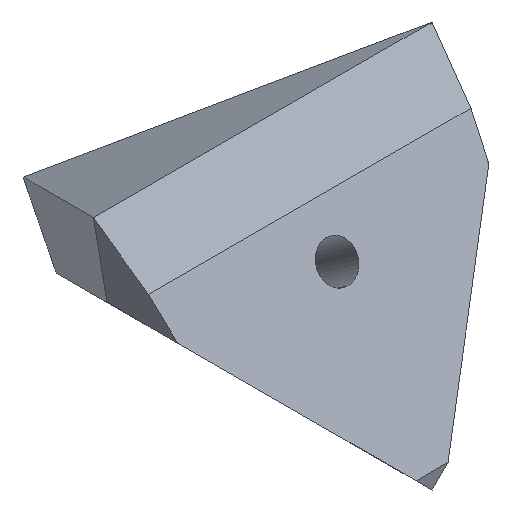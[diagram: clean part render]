
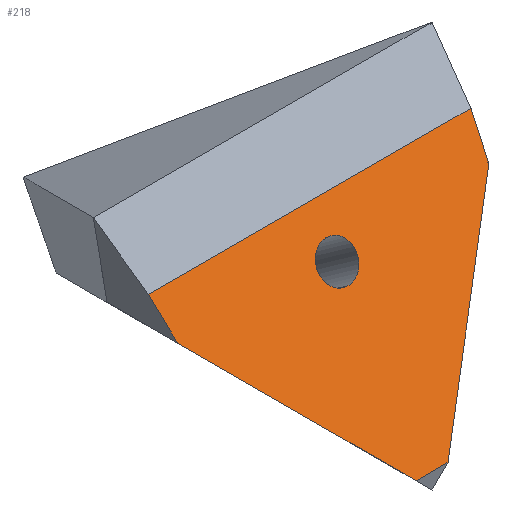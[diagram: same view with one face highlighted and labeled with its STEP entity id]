
A CAD part, isometric view. The second image highlights one B-rep face of the part: STEP entity #218.
In plain terms, the highlighted planar face has unit normal (0, -0.816, 0.578).
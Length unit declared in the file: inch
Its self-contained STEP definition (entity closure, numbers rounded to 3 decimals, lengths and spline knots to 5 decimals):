
#5 = CARTESIAN_POINT ( 'NONE',  ( 0.82947, -0.36324, -0.41006 ) ) ;
#32 = CIRCLE ( 'NONE', #119, 0.1005 ) ;
#37 = PLANE ( 'NONE',  #134 ) ;
#40 = VECTOR ( 'NONE', #627, 39.37008 ) ;
#43 = VERTEX_POINT ( 'NONE', #489 ) ;
#44 = CARTESIAN_POINT ( 'NONE',  ( 0., -0.33722, -0.37329 ) ) ;
#46 = AXIS2_PLACEMENT_3D ( 'NONE', #319, #420, #525 ) ;
#65 = CARTESIAN_POINT ( 'NONE',  ( -0.82947, -0.36324, -0.41006 ) ) ;
#92 = CARTESIAN_POINT ( 'NONE',  ( 0.9, -0.25, -0.25 ) ) ;
#107 = LINE ( 'NONE', #212, #40 ) ;
#113 = CARTESIAN_POINT ( 'NONE',  ( 0., -0.39527, -0.45533 ) ) ;
#116 = LINE ( 'NONE', #345, #514 ) ;
#118 = VERTEX_POINT ( 'NONE', #503 ) ;
#119 = AXIS2_PLACEMENT_3D ( 'NONE', #113, #331, #535 ) ;
#126 = ORIENTED_EDGE ( 'NONE', *, *, #436, .F. ) ;
#134 = AXIS2_PLACEMENT_3D ( 'NONE', #92, #511, #350 ) ;
#138 = EDGE_LOOP ( 'NONE', ( #301, #126 ) ) ;
#155 = DIRECTION ( 'NONE',  ( 0.139, 0.572, 0.808 ) ) ;
#175 = VECTOR ( 'NONE', #348, 39.37008 ) ;
#183 = EDGE_CURVE ( 'NONE', #666, #43, #116, .T. ) ;
#209 = EDGE_CURVE ( 'NONE', #370, #446, #246, .T. ) ;
#212 = CARTESIAN_POINT ( 'NONE',  ( 0.9, -0.25, -0.25 ) ) ;
#213 = CARTESIAN_POINT ( 'NONE',  ( -0.08481, -0.9, -1.16875 ) ) ;
#218 = ADVANCED_FACE ( 'NONE', ( #522, #344 ), #37, .F. ) ;
#224 = VERTEX_POINT ( 'NONE', #44 ) ;
#229 = DIRECTION ( 'NONE',  ( 0.139, -0.572, -0.808 ) ) ;
#246 = LINE ( 'NONE', #458, #175 ) ;
#282 = DIRECTION ( 'NONE',  ( -1., 0., 0. ) ) ;
#301 = ORIENTED_EDGE ( 'NONE', *, *, #312, .F. ) ;
#312 = EDGE_CURVE ( 'NONE', #650, #224, #380, .T. ) ;
#319 = CARTESIAN_POINT ( 'NONE',  ( 0., -0.39527, -0.45533 ) ) ;
#330 = ORIENTED_EDGE ( 'NONE', *, *, #471, .T. ) ;
#331 = DIRECTION ( 'NONE',  ( 0., -0.816, 0.578 ) ) ;
#334 = EDGE_CURVE ( 'NONE', #43, #410, #587, .T. ) ;
#344 = FACE_OUTER_BOUND ( 'NONE', #467, .T. ) ;
#345 = CARTESIAN_POINT ( 'NONE',  ( 0., -0.96, -1.25355 ) ) ;
#346 = EDGE_CURVE ( 'NONE', #410, #118, #107, .T. ) ;
#348 = DIRECTION ( 'NONE',  ( 0.632, -0.447, -0.632 ) ) ;
#350 = DIRECTION ( 'NONE',  ( 0., 0.578, 0.816 ) ) ;
#370 = VERTEX_POINT ( 'NONE', #577 ) ;
#374 = CARTESIAN_POINT ( 'NONE',  ( 0.9, -0.9, -1.16875 ) ) ;
#380 = CIRCLE ( 'NONE', #46, 0.1005 ) ;
#392 = CARTESIAN_POINT ( 'NONE',  ( 0.08481, -0.9, -1.16875 ) ) ;
#399 = DIRECTION ( 'NONE',  ( 0.632, 0.447, 0.632 ) ) ;
#409 = LINE ( 'NONE', #374, #513 ) ;
#410 = VERTEX_POINT ( 'NONE', #677 ) ;
#415 = VECTOR ( 'NONE', #229, 39.37008 ) ;
#420 = DIRECTION ( 'NONE',  ( 0., -0.816, 0.578 ) ) ;
#423 = LINE ( 'NONE', #65, #415 ) ;
#434 = ORIENTED_EDGE ( 'NONE', *, *, #346, .T. ) ;
#436 = EDGE_CURVE ( 'NONE', #224, #650, #32, .T. ) ;
#446 = VERTEX_POINT ( 'NONE', #213 ) ;
#458 = CARTESIAN_POINT ( 'NONE',  ( 0., -0.96, -1.25355 ) ) ;
#467 = EDGE_LOOP ( 'NONE', ( #608, #631, #434, #330, #579, #474 ) ) ;
#471 = EDGE_CURVE ( 'NONE', #118, #370, #423, .T. ) ;
#474 = ORIENTED_EDGE ( 'NONE', *, *, #498, .F. ) ;
#479 = VECTOR ( 'NONE', #155, 39.37008 ) ;
#487 = CARTESIAN_POINT ( 'NONE',  ( 0., -0.45331, -0.53737 ) ) ;
#489 = CARTESIAN_POINT ( 'NONE',  ( 0.82655, -0.37523, -0.427 ) ) ;
#498 = EDGE_CURVE ( 'NONE', #666, #446, #409, .T. ) ;
#503 = CARTESIAN_POINT ( 'NONE',  ( -0.857, -0.25, -0.25 ) ) ;
#511 = DIRECTION ( 'NONE',  ( 0., 0.816, -0.578 ) ) ;
#513 = VECTOR ( 'NONE', #282, 39.37008 ) ;
#514 = VECTOR ( 'NONE', #399, 39.37008 ) ;
#522 = FACE_BOUND ( 'NONE', #138, .T. ) ;
#525 = DIRECTION ( 'NONE',  ( 0., -0.578, -0.816 ) ) ;
#535 = DIRECTION ( 'NONE',  ( 0., -0.578, -0.816 ) ) ;
#577 = CARTESIAN_POINT ( 'NONE',  ( -0.82655, -0.37523, -0.427 ) ) ;
#579 = ORIENTED_EDGE ( 'NONE', *, *, #209, .T. ) ;
#587 = LINE ( 'NONE', #5, #479 ) ;
#608 = ORIENTED_EDGE ( 'NONE', *, *, #183, .T. ) ;
#627 = DIRECTION ( 'NONE',  ( -1., 0., 0. ) ) ;
#631 = ORIENTED_EDGE ( 'NONE', *, *, #334, .T. ) ;
#650 = VERTEX_POINT ( 'NONE', #487 ) ;
#666 = VERTEX_POINT ( 'NONE', #392 ) ;
#677 = CARTESIAN_POINT ( 'NONE',  ( 0.857, -0.25, -0.25 ) ) ;
